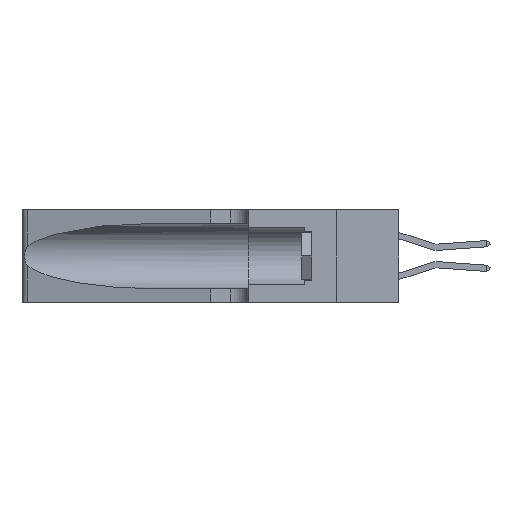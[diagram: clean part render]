
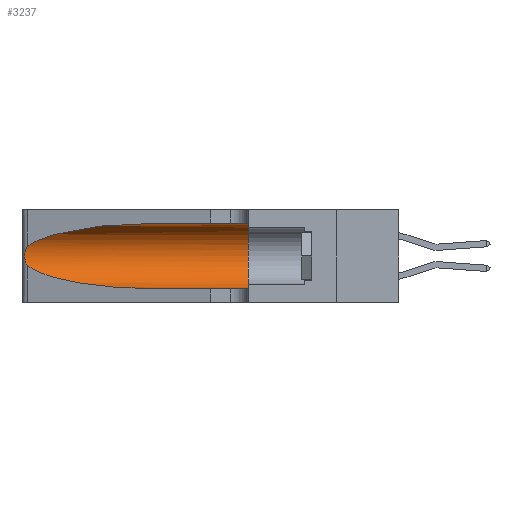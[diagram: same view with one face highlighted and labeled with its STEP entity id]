
A CAD part, left-side view. The second image highlights one B-rep face of the part: STEP entity #3237.
In plain terms, the highlighted cylindrical face has radius 3.308 mm (diameter 6.617 mm), a partial arc.
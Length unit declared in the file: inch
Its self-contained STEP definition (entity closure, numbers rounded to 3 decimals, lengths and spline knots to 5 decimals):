
#151 = CARTESIAN_POINT ( 'NONE',  ( 0.25639, 1.23184, 0.21858 ) ) ;
#602 = ORIENTED_EDGE ( 'NONE', *, *, #9534, .T. ) ;
#1064 = B_SPLINE_CURVE_WITH_KNOTS ( 'NONE', 3,
 ( #18929, #8143, #151, #11296, #1796, #12845, #3438, #14391, #5007, #15892, #6633, #17447, #8210, #18993 ),
 .UNSPECIFIED., .F., .F.,
 ( 4, 2, 2, 2, 2, 2, 4 ),
 ( 0., 0.00027, 0.00053, 0.00107, 0.0016, 0.00187, 0.00214 ),
 .UNSPECIFIED. ) ;
#1260 = ORIENTED_EDGE ( 'NONE', *, *, #3515, .F. ) ;
#1327 = VECTOR ( 'NONE', #18568, 39.37008 ) ;
#1741 = DIRECTION ( 'NONE',  ( 0., 1., 0. ) ) ;
#1796 = CARTESIAN_POINT ( 'NONE',  ( 0.25854, 1.2359, 0.20912 ) ) ;
#2371 = CARTESIAN_POINT ( 'NONE',  ( 0.1305, 0.72297, 0.31525 ) ) ;
#2847 = CARTESIAN_POINT ( 'NONE',  ( 0.25487, 1.22718, 0.22369 ) ) ;
#3088 = CARTESIAN_POINT ( 'NONE',  ( 0.18966, 0.96281, 0.05475 ) ) ;
#3237 = ADVANCED_FACE ( 'NONE', ( #6875 ), #18238, .F. ) ;
#3438 = CARTESIAN_POINT ( 'NONE',  ( 0.26075, 1.23896, 0.19203 ) ) ;
#3515 = EDGE_CURVE ( 'NONE', #10192, #19051, #9790, .T. ) ;
#3786 = CARTESIAN_POINT ( 'NONE',  ( 0.18966, 0.96281, 0.31525 ) ) ;
#4721 = CARTESIAN_POINT ( 'NONE',  ( 0.25487, 1.22718, 0.14631 ) ) ;
#4732 = CIRCLE ( 'NONE', #18914, 0.13025 ) ;
#5007 = CARTESIAN_POINT ( 'NONE',  ( 0.26017, 1.23833, 0.17102 ) ) ;
#5161 = ORIENTED_EDGE ( 'NONE', *, *, #14100, .T. ) ;
#5238 = DIRECTION ( 'NONE',  ( 0., -1., 0. ) ) ;
#5591 = CARTESIAN_POINT ( 'NONE',  ( 0.1305, 1.61858, 0.185 ) ) ;
#6211 = LINE ( 'NONE', #8367, #9869 ) ;
#6633 = CARTESIAN_POINT ( 'NONE',  ( 0.25789, 1.23486, 0.15765 ) ) ;
#6851 =( BOUNDED_CURVE ( )  B_SPLINE_CURVE ( 3, ( #4721, #14127, #3088, #15637 ),
 .UNSPECIFIED., .F., .T. ) 
 B_SPLINE_CURVE_WITH_KNOTS ( ( 4, 4 ),
 ( 3.44316, 4.71239 ),
 .UNSPECIFIED. ) 
 CURVE ( )  GEOMETRIC_REPRESENTATION_ITEM ( )  RATIONAL_B_SPLINE_CURVE ( ( 1., 0.87, 0.87, 1. ) ) 
 REPRESENTATION_ITEM ( '' )  );
#6875 = FACE_OUTER_BOUND ( 'NONE', #19408, .T. ) ;
#7600 = VERTEX_POINT ( 'NONE', #12478 ) ;
#8143 = CARTESIAN_POINT ( 'NONE',  ( 0.25555, 1.22994, 0.2215 ) ) ;
#8210 = CARTESIAN_POINT ( 'NONE',  ( 0.25555, 1.22993, 0.14849 ) ) ;
#8367 = CARTESIAN_POINT ( 'NONE',  ( 0.1305, 1.61858, 0.05475 ) ) ;
#8369 =( BOUNDED_CURVE ( )  B_SPLINE_CURVE ( 3, ( #14737, #3786, #13185, #16244 ),
 .UNSPECIFIED., .F., .T. ) 
 B_SPLINE_CURVE_WITH_KNOTS ( ( 4, 4 ),
 ( 1.5708, 2.84003 ),
 .UNSPECIFIED. ) 
 CURVE ( )  GEOMETRIC_REPRESENTATION_ITEM ( )  RATIONAL_B_SPLINE_CURVE ( ( 1., 0.87, 0.87, 1. ) ) 
 REPRESENTATION_ITEM ( '' )  );
#9534 = EDGE_CURVE ( 'NONE', #10192, #16042, #8369, .T. ) ;
#9790 = LINE ( 'NONE', #12438, #1327 ) ;
#9869 = VECTOR ( 'NONE', #5238, 39.37008 ) ;
#10192 = VERTEX_POINT ( 'NONE', #2371 ) ;
#10600 = ORIENTED_EDGE ( 'NONE', *, *, #17458, .T. ) ;
#11256 = CARTESIAN_POINT ( 'NONE',  ( 0.1305, 0.35, 0.185 ) ) ;
#11296 = CARTESIAN_POINT ( 'NONE',  ( 0.25787, 1.23484, 0.2124 ) ) ;
#11420 = EDGE_CURVE ( 'NONE', #17455, #7600, #6211, .T. ) ;
#12081 = ORIENTED_EDGE ( 'NONE', *, *, #18664, .F. ) ;
#12438 = CARTESIAN_POINT ( 'NONE',  ( 0.1305, 1.61858, 0.31525 ) ) ;
#12478 = CARTESIAN_POINT ( 'NONE',  ( 0.1305, 0.35, 0.05475 ) ) ;
#12803 = DIRECTION ( 'NONE',  ( 0., 0., 1. ) ) ;
#12845 = CARTESIAN_POINT ( 'NONE',  ( 0.26018, 1.23835, 0.19895 ) ) ;
#13185 = CARTESIAN_POINT ( 'NONE',  ( 0.2373, 1.15595, 0.28018 ) ) ;
#13266 = ORIENTED_EDGE ( 'NONE', *, *, #11420, .T. ) ;
#13538 = CARTESIAN_POINT ( 'NONE',  ( 0.25487, 1.22718, 0.14631 ) ) ;
#14100 = EDGE_CURVE ( 'NONE', #15274, #17455, #6851, .T. ) ;
#14127 = CARTESIAN_POINT ( 'NONE',  ( 0.2373, 1.15595, 0.08982 ) ) ;
#14322 = CARTESIAN_POINT ( 'NONE',  ( 0.1305, 0.72297, 0.05475 ) ) ;
#14391 = CARTESIAN_POINT ( 'NONE',  ( 0.26075, 1.23896, 0.178 ) ) ;
#14737 = CARTESIAN_POINT ( 'NONE',  ( 0.1305, 0.72297, 0.31525 ) ) ;
#14918 = DIRECTION ( 'NONE',  ( 0., 0., -1. ) ) ;
#15274 = VERTEX_POINT ( 'NONE', #13538 ) ;
#15637 = CARTESIAN_POINT ( 'NONE',  ( 0.1305, 0.72297, 0.05475 ) ) ;
#15892 = CARTESIAN_POINT ( 'NONE',  ( 0.25856, 1.23593, 0.16098 ) ) ;
#16042 = VERTEX_POINT ( 'NONE', #2847 ) ;
#16244 = CARTESIAN_POINT ( 'NONE',  ( 0.25487, 1.22718, 0.22369 ) ) ;
#16434 = DIRECTION ( 'NONE',  ( 0., -1., 0. ) ) ;
#17447 = CARTESIAN_POINT ( 'NONE',  ( 0.25639, 1.23186, 0.15144 ) ) ;
#17455 = VERTEX_POINT ( 'NONE', #14322 ) ;
#17458 = EDGE_CURVE ( 'NONE', #16042, #15274, #1064, .T. ) ;
#18045 = AXIS2_PLACEMENT_3D ( 'NONE', #5591, #16434, #14918 ) ;
#18238 = CYLINDRICAL_SURFACE ( 'NONE', #18045, 0.13025 ) ;
#18340 = CARTESIAN_POINT ( 'NONE',  ( 0.1305, 0.35, 0.31525 ) ) ;
#18568 = DIRECTION ( 'NONE',  ( 0., -1., 0. ) ) ;
#18664 = EDGE_CURVE ( 'NONE', #19051, #7600, #4732, .T. ) ;
#18914 = AXIS2_PLACEMENT_3D ( 'NONE', #11256, #1741, #12803 ) ;
#18929 = CARTESIAN_POINT ( 'NONE',  ( 0.25487, 1.22718, 0.22369 ) ) ;
#18993 = CARTESIAN_POINT ( 'NONE',  ( 0.25487, 1.22718, 0.14631 ) ) ;
#19051 = VERTEX_POINT ( 'NONE', #18340 ) ;
#19408 = EDGE_LOOP ( 'NONE', ( #602, #10600, #5161, #13266, #12081, #1260 ) ) ;
